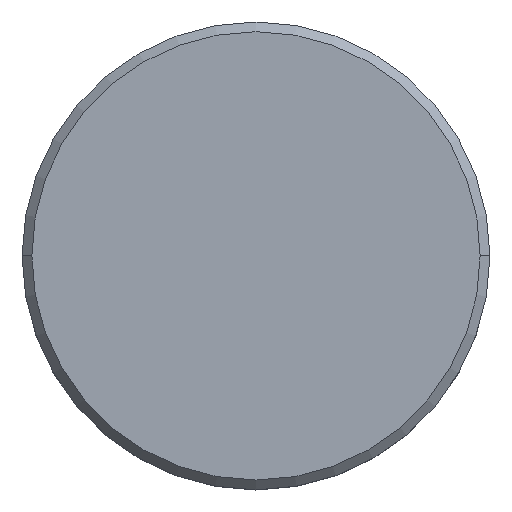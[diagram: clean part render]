
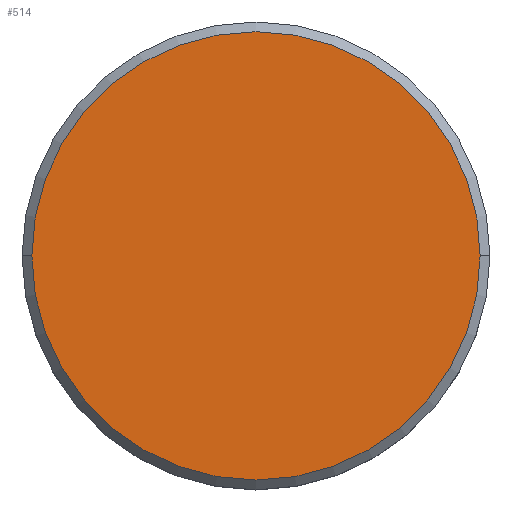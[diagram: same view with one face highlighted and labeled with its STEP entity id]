
A CAD part, top view. The second image highlights one B-rep face of the part: STEP entity #514.
In plain terms, the highlighted planar face has unit normal (0, 0, 1).
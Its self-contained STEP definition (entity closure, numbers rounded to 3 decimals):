
#12 = EDGE_LOOP ( 'NONE', ( #294, #346 ) ) ;
#18 = PLANE ( 'NONE',  #414 ) ;
#48 = VERTEX_POINT ( 'NONE', #556 ) ;
#98 = CIRCLE ( 'NONE', #389, 11.5 ) ;
#124 = DIRECTION ( 'NONE',  ( 0., 0., 1. ) ) ;
#158 = DIRECTION ( 'NONE',  ( 1., 0., 0. ) ) ;
#218 = AXIS2_PLACEMENT_3D ( 'NONE', #348, #306, #259 ) ;
#249 = EDGE_CURVE ( 'NONE', #418, #48, #452, .T. ) ;
#259 = DIRECTION ( 'NONE',  ( 1., 0., 0. ) ) ;
#263 = CARTESIAN_POINT ( 'NONE',  ( 0., 0., 0. ) ) ;
#264 = CARTESIAN_POINT ( 'NONE',  ( 0., 0., 0. ) ) ;
#294 = ORIENTED_EDGE ( 'NONE', *, *, #309, .T. ) ;
#306 = DIRECTION ( 'NONE',  ( 0., 0., 1. ) ) ;
#309 = EDGE_CURVE ( 'NONE', #48, #418, #98, .T. ) ;
#312 = DIRECTION ( 'NONE',  ( 1., 0., 0. ) ) ;
#346 = ORIENTED_EDGE ( 'NONE', *, *, #249, .T. ) ;
#348 = CARTESIAN_POINT ( 'NONE',  ( 0., 0., 0. ) ) ;
#389 = AXIS2_PLACEMENT_3D ( 'NONE', #263, #124, #312 ) ;
#398 = CARTESIAN_POINT ( 'NONE',  ( 11.5, 0., 0. ) ) ;
#399 = DIRECTION ( 'NONE',  ( 0., 0., 1. ) ) ;
#414 = AXIS2_PLACEMENT_3D ( 'NONE', #264, #399, #158 ) ;
#418 = VERTEX_POINT ( 'NONE', #398 ) ;
#452 = CIRCLE ( 'NONE', #218, 11.5 ) ;
#501 = FACE_OUTER_BOUND ( 'NONE', #12, .T. ) ;
#514 = ADVANCED_FACE ( 'NONE', ( #501 ), #18, .T. ) ;
#556 = CARTESIAN_POINT ( 'NONE',  ( -11.5, 0., 0. ) ) ;
